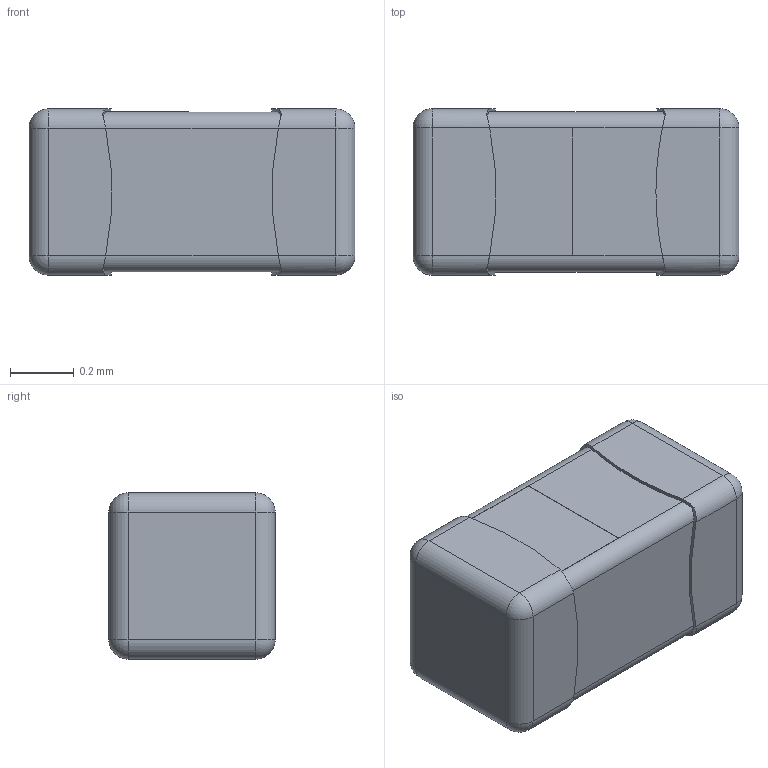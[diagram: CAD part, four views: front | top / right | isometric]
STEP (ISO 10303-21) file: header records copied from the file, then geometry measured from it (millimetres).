
FILE_DESCRIPTION (( 'STEP AP214' ), '1' );
FILE_NAME ('L0402-RD.step', '2022-08-04T05:25:25', ( '' ), ( '' ), 'SwSTEP 2.0', 'SolidWorks 2020', '' );
FILE_SCHEMA (( 'AUTOMOTIVE_DESIGN' ));
Length unit declared in the file: millimetre
Products named in the file (1): L0402-RD
Bounding box: 1.02 x 0.52 x 0.52 mm (x, y, z)
Volume: 0.3 mm3; surface area: 2.5 mm2
Topology: 14 solids, 14 shells, 346 faces, 915 edges, 596 vertices
Faces by surface type: plane 196, bspline 112, cylinder 30, sphere 8
Entity records: 15947 total; most frequent: CARTESIAN_POINT 4269, ORIENTED_EDGE 1814, DIRECTION 1153, EDGE_CURVE 907, VERTEX_POINT 596, VECTOR 595, LINE 595, EDGE_LOOP 365
